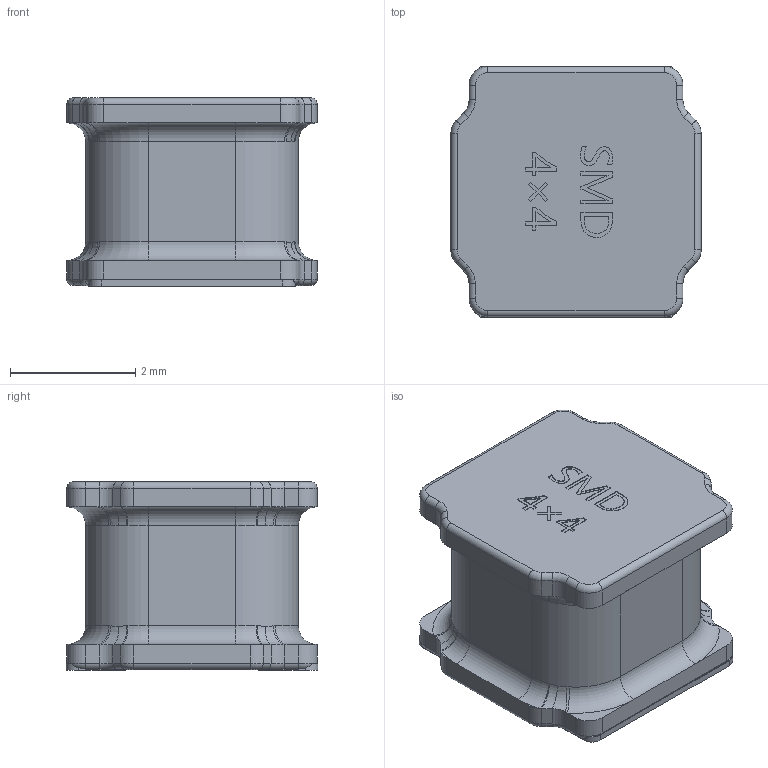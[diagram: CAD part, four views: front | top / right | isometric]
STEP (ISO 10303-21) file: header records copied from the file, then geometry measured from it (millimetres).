
FILE_DESCRIPTION (( 'STEP AP214' ), '1' );
FILE_NAME ('IND-SMD_L4.0-W4.0-H3.0.step', '2022-07-09T00:13:27', ( '' ), ( '' ), 'SwSTEP 2.0', 'SolidWorks 2020', '' );
FILE_SCHEMA (( 'AUTOMOTIVE_DESIGN' ));
Length unit declared in the file: millimetre
Products named in the file (1): IND-SMD_L4.0-W4.0-H3.0
Bounding box: 4 x 4.02 x 3.01 mm (x, y, z)
Volume: 36 mm3; surface area: 73.1 mm2
Topology: 1 solids, 1 shells, 572 faces, 1485 edges, 950 vertices
Faces by surface type: plane 298, bspline 170, cylinder 64, torus 40
Entity records: 26399 total; most frequent: CARTESIAN_POINT 7098, ORIENTED_EDGE 2970, DIRECTION 2191, EDGE_CURVE 1485, VERTEX_POINT 950, VECTOR 937, LINE 937, AXIS2_PLACEMENT_3D 627
